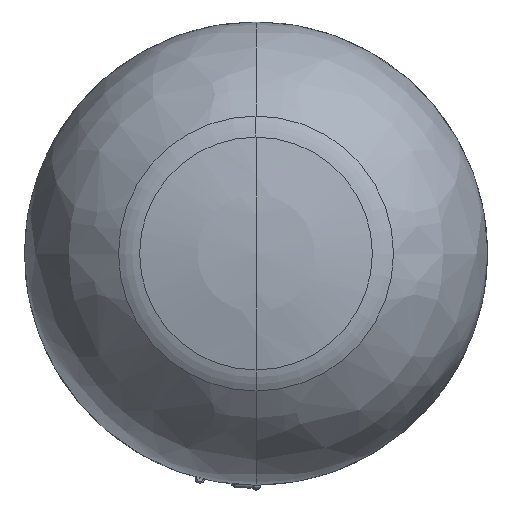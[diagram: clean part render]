
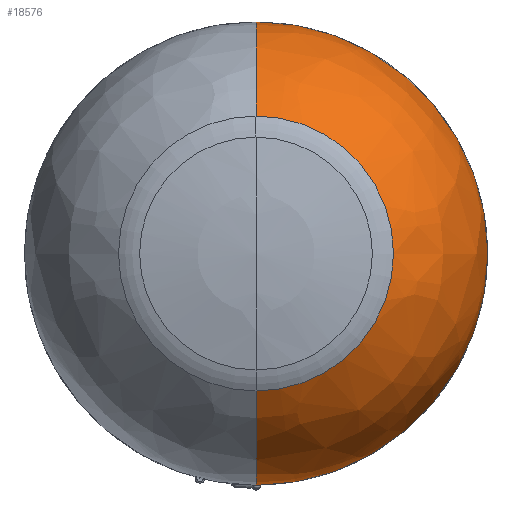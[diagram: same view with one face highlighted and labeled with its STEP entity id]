
A CAD part, front view. The second image highlights one B-rep face of the part: STEP entity #18576.
In plain terms, the highlighted free-form (B-spline) face has degree [3, 3] with [7, 4] control points.
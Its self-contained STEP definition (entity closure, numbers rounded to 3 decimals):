
#806=CARTESIAN_POINT('',(0.,-8.7,0.));
#807=DIRECTION('',(0.,-1.,0.));
#808=DIRECTION('',(0.,0.,-1.));
#809=AXIS2_PLACEMENT_3D('',#806,#807,#808);
#846=CARTESIAN_POINT('',(0.,-35.215,0.));
#847=DIRECTION('',(0.,1.,0.));
#848=DIRECTION('',(0.,0.,1.));
#849=AXIS2_PLACEMENT_3D('',#846,#847,#848);
#851=CARTESIAN_POINT('',(0.,-8.7,3.165));
#852=DIRECTION('',(-1.,0.,0.));
#853=DIRECTION('',(0.,-0.833,0.553));
#854=AXIS2_PLACEMENT_3D('',#851,#852,#853);
#856=CARTESIAN_POINT('',(0.,-8.7,-3.165));
#857=DIRECTION('',(1.,0.,0.));
#858=DIRECTION('',(0.,-0.833,-0.553));
#859=AXIS2_PLACEMENT_3D('',#856,#857,#858);
#18028=CARTESIAN_POINT('',(0.,-8.7,-35.));
#18029=CARTESIAN_POINT('',(0.,-8.7,35.));
#18030=VERTEX_POINT('',#18028);
#18031=VERTEX_POINT('',#18029);
#18032=CARTESIAN_POINT('',(0.,-35.215,20.784));
#18033=CARTESIAN_POINT('',(0.,-35.215,-20.784));
#18034=VERTEX_POINT('',#18032);
#18035=VERTEX_POINT('',#18033);
#18538=CARTESIAN_POINT('',(-1.272,-35.556,
20.219));
#18539=CARTESIAN_POINT('',(-1.874,-29.453,
29.788));
#18540=CARTESIAN_POINT('',(-2.211,-19.437,
35.148));
#18541=CARTESIAN_POINT('',(-2.197,-8.073,
34.925));
#18542=CARTESIAN_POINT('',(11.171,-35.556,
21.002));
#18543=CARTESIAN_POINT('',(16.458,-29.453,
30.942));
#18544=CARTESIAN_POINT('',(19.419,-19.437,
36.509));
#18545=CARTESIAN_POINT('',(19.295,-8.073,
36.277));
#18546=CARTESIAN_POINT('',(20.259,-35.556,
12.467));
#18547=CARTESIAN_POINT('',(29.847,-29.453,
18.368));
#18548=CARTESIAN_POINT('',(35.218,-19.437,
21.673));
#18549=CARTESIAN_POINT('',(34.994,-8.073,
21.535));
#18550=CARTESIAN_POINT('',(20.259,-35.556,0.));
#18551=CARTESIAN_POINT('',(29.847,-29.453,
0.));
#18552=CARTESIAN_POINT('',(35.218,-19.437,
0.));
#18553=CARTESIAN_POINT('',(34.994,-8.073,
0.));
#18554=CARTESIAN_POINT('',(20.259,-35.556,
-12.467));
#18555=CARTESIAN_POINT('',(29.847,-29.453,
-18.368));
#18556=CARTESIAN_POINT('',(35.218,-19.437,
-21.673));
#18557=CARTESIAN_POINT('',(34.994,-8.073,
-21.535));
#18558=CARTESIAN_POINT('',(11.171,-35.556,
-21.002));
#18559=CARTESIAN_POINT('',(16.458,-29.453,
-30.942));
#18560=CARTESIAN_POINT('',(19.419,-19.437,
-36.509));
#18561=CARTESIAN_POINT('',(19.295,-8.073,
-36.277));
#18562=CARTESIAN_POINT('',(-1.272,-35.556,
-20.219));
#18563=CARTESIAN_POINT('',(-1.874,-29.453,
-29.788));
#18564=CARTESIAN_POINT('',(-2.211,-19.437,
-35.148));
#18565=CARTESIAN_POINT('',(-2.197,-8.073,
-34.925));
#18566=(BOUNDED_SURFACE()B_SPLINE_SURFACE(3,3,((#18538,#18539,#18540,#18541),(
#18542,#18543,#18544,#18545),(#18546,#18547,#18548,#18549),(#18550,#18551,
#18552,#18553),(#18554,#18555,#18556,#18557),(#18558,#18559,#18560,#18561),(
#18562,#18563,#18564,#18565)),.UNSPECIFIED.,.F.,.F.,.F.)B_SPLINE_SURFACE_WITH_KNOTS((4,3,4),(4,4),(0.,1.,2.),(0.,1.),.UNSPECIFIED.)GEOMETRIC_REPRESENTATION_ITEM()RATIONAL_B_SPLINE_SURFACE(((1.269,1.16,
1.16,1.269),(1.002,0.916,
0.916,1.002),(1.002,0.916,
0.916,1.002),(1.269,1.16,
1.16,1.269),(1.002,0.916,
0.916,1.002),(1.002,0.916,
0.916,1.002),(1.269,1.16,
1.16,1.269)))REPRESENTATION_ITEM('')SURFACE());
#18568=ORIENTED_EDGE('',*,*,#18567,.F.);
#18570=ORIENTED_EDGE('',*,*,#18569,.T.);
#18571=ORIENTED_EDGE('',*,*,#18524,.F.);
#18573=ORIENTED_EDGE('',*,*,#18572,.F.);
#18574=EDGE_LOOP('',(#18568,#18570,#18571,#18573));
#18575=FACE_OUTER_BOUND('',#18574,.F.);
#18576=ADVANCED_FACE('',(#18575),#18566,.T.);
#810=CIRCLE('',#809,35.);
#850=CIRCLE('',#849,20.784);
#855=CIRCLE('',#854,31.835);
#860=CIRCLE('',#859,31.835);
#18524=EDGE_CURVE('',#18030,#18031,#810,.T.);
#18567=EDGE_CURVE('',#18034,#18035,#850,.T.);
#18569=EDGE_CURVE('',#18034,#18031,#855,.T.);
#18572=EDGE_CURVE('',#18035,#18030,#860,.T.);
